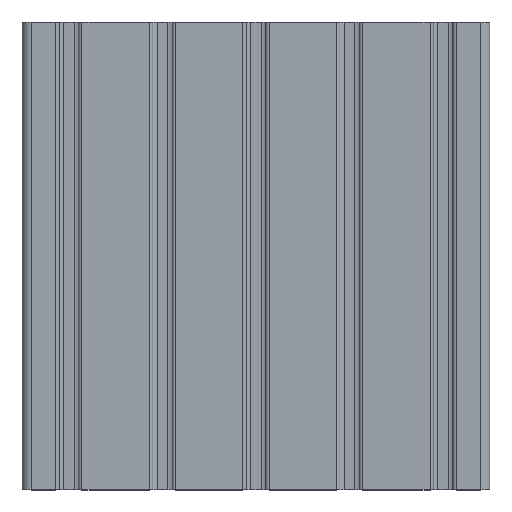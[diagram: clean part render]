
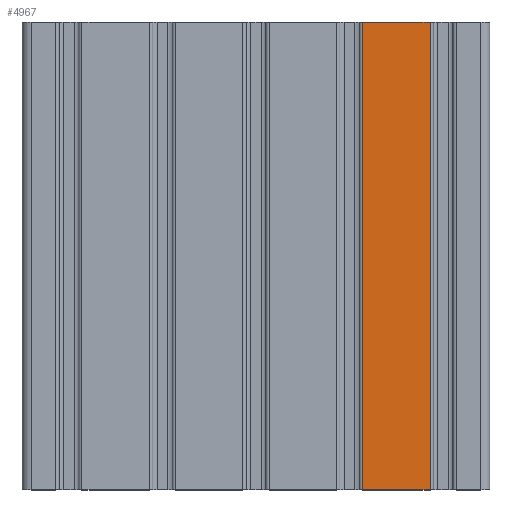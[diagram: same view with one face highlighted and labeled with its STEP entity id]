
A CAD part, top view. The second image highlights one B-rep face of the part: STEP entity #4967.
In plain terms, the highlighted planar face has unit normal (0, 0, 1).
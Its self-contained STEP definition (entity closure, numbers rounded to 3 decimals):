
#107=PLANE('',#5428);
#311=FACE_OUTER_BOUND('',#571,.T.);
#571=EDGE_LOOP('',(#3809,#3810,#3811,#3812));
#977=LINE('',#8209,#1425);
#978=LINE('',#8213,#1426);
#979=LINE('',#8215,#1427);
#980=LINE('',#8216,#1428);
#1425=VECTOR('',#6668,200.);
#1426=VECTOR('',#6673,28.8);
#1427=VECTOR('',#6674,200.);
#1428=VECTOR('',#6675,28.8);
#2217=VERTEX_POINT('',#8206);
#2218=VERTEX_POINT('',#8208);
#2219=VERTEX_POINT('',#8212);
#2220=VERTEX_POINT('',#8214);
#2888=EDGE_CURVE('',#2217,#2218,#977,.T.);
#2890=EDGE_CURVE('',#2217,#2219,#978,.T.);
#2891=EDGE_CURVE('',#2219,#2220,#979,.T.);
#2892=EDGE_CURVE('',#2218,#2220,#980,.T.);
#3809=ORIENTED_EDGE('',*,*,#2890,.T.);
#3810=ORIENTED_EDGE('',*,*,#2891,.T.);
#3811=ORIENTED_EDGE('',*,*,#2892,.F.);
#3812=ORIENTED_EDGE('',*,*,#2888,.F.);
#4967=ADVANCED_FACE('',(#311),#107,.T.);
#5428=AXIS2_PLACEMENT_3D('',#8211,#6671,#6672);
#6668=DIRECTION('',(0.,-1.,0.));
#6671=DIRECTION('center_axis',(0.,0.,1.));
#6672=DIRECTION('ref_axis',(1.,0.,0.));
#6673=DIRECTION('',(-1.,0.,0.));
#6674=DIRECTION('',(0.,-1.,0.));
#6675=DIRECTION('',(-1.,0.,0.));
#8206=CARTESIAN_POINT('',(74.4,200.,20.));
#8208=CARTESIAN_POINT('',(74.4,0.,20.));
#8209=CARTESIAN_POINT('',(74.4,0.,20.));
#8211=CARTESIAN_POINT('Origin',(45.6,0.,20.));
#8212=CARTESIAN_POINT('',(45.6,200.,20.));
#8213=CARTESIAN_POINT('',(22.8,200.,20.));
#8214=CARTESIAN_POINT('',(45.6,0.,20.));
#8215=CARTESIAN_POINT('',(45.6,0.,20.));
#8216=CARTESIAN_POINT('',(22.8,0.,20.));
